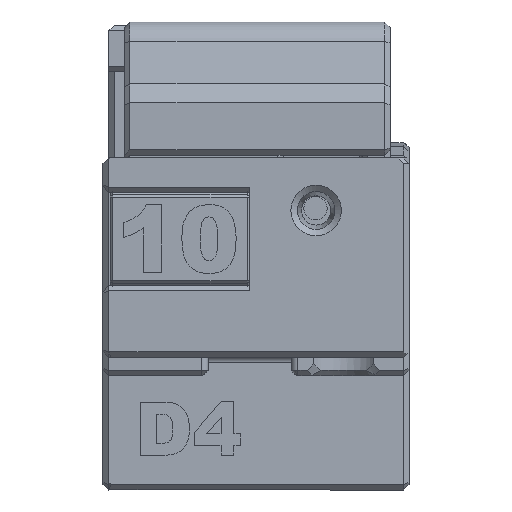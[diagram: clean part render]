
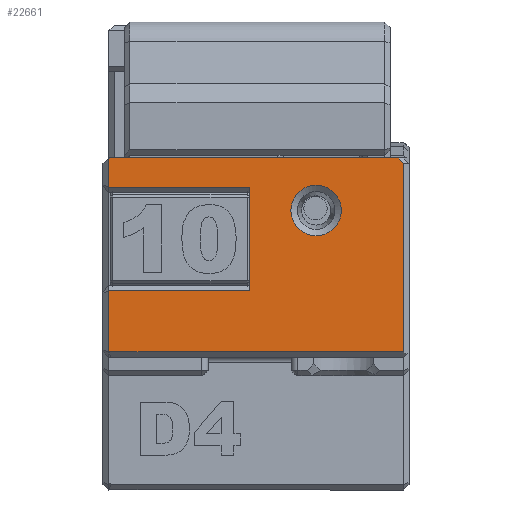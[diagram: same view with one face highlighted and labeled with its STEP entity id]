
A CAD part, left-side view. The second image highlights one B-rep face of the part: STEP entity #22661.
In plain terms, the highlighted planar face has unit normal (-1, 0, 0).
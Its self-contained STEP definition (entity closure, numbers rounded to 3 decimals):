
#1097=PLANE('',#24704);
#1394=FACE_BOUND('',#8636,.T.);
#3187=LINE('',#43409,#5107);
#3190=LINE('',#43415,#5110);
#3302=LINE('',#44014,#5222);
#3306=LINE('',#44022,#5226);
#3553=LINE('',#46837,#5473);
#3565=LINE('',#46865,#5485);
#3574=LINE('',#46886,#5494);
#3580=LINE('',#46896,#5500);
#3583=LINE('',#46903,#5503);
#3623=LINE('',#47021,#5543);
#3651=LINE('',#47095,#5571);
#3689=LINE('',#47197,#5609);
#3690=LINE('',#47199,#5610);
#5107=VECTOR('',#28655,10.);
#5110=VECTOR('',#28658,10.);
#5222=VECTOR('',#28978,10.);
#5226=VECTOR('',#28984,1.);
#5473=VECTOR('',#29705,10.);
#5485=VECTOR('',#29725,10.);
#5494=VECTOR('',#29742,10.);
#5500=VECTOR('',#29752,10.);
#5503=VECTOR('',#29761,10.);
#5543=VECTOR('',#29885,10.);
#5571=VECTOR('',#29957,10.);
#5609=VECTOR('',#30071,10.);
#5610=VECTOR('',#30074,1.);
#7239=FACE_OUTER_BOUND('',#8635,.T.);
#8635=EDGE_LOOP('',(#20798,#20799,#20800,#20801,#20802,#20803,#20804,#20805,
#20806,#20807,#20808,#20809,#20810));
#8636=EDGE_LOOP('',(#20811));
#9358=CIRCLE('',#24401,1.9);
#10910=VERTEX_POINT('',#43406);
#10911=VERTEX_POINT('',#43408);
#10913=VERTEX_POINT('',#43412);
#10914=VERTEX_POINT('',#43414);
#11033=VERTEX_POINT('',#44013);
#11035=VERTEX_POINT('',#44019);
#11036=VERTEX_POINT('',#44021);
#11128=VERTEX_POINT('',#44448);
#11317=VERTEX_POINT('',#46835);
#11327=VERTEX_POINT('',#46859);
#11329=VERTEX_POINT('',#46863);
#11336=VERTEX_POINT('',#46883);
#11337=VERTEX_POINT('',#46885);
#11339=VERTEX_POINT('',#46893);
#13780=EDGE_CURVE('',#10911,#10910,#3187,.T.);
#13783=EDGE_CURVE('',#10914,#10913,#3190,.T.);
#13967=EDGE_CURVE('',#11033,#10914,#3302,.T.);
#13971=EDGE_CURVE('',#11036,#11035,#3306,.T.);
#14100=EDGE_CURVE('',#11128,#11128,#9358,.T.);
#14419=EDGE_CURVE('',#10913,#11317,#3553,.T.);
#14432=EDGE_CURVE('',#11327,#11329,#3565,.T.);
#14442=EDGE_CURVE('',#11337,#11336,#3574,.T.);
#14448=EDGE_CURVE('',#11036,#11339,#3580,.T.);
#14451=EDGE_CURVE('',#10911,#11317,#3583,.T.);
#14511=EDGE_CURVE('',#11339,#11336,#3623,.T.);
#14546=EDGE_CURVE('',#11327,#10910,#3651,.T.);
#14595=EDGE_CURVE('',#11329,#11337,#3689,.T.);
#14596=EDGE_CURVE('',#11035,#11033,#3690,.T.);
#20798=ORIENTED_EDGE('',*,*,#14595,.T.);
#20799=ORIENTED_EDGE('',*,*,#14442,.T.);
#20800=ORIENTED_EDGE('',*,*,#14511,.F.);
#20801=ORIENTED_EDGE('',*,*,#14448,.F.);
#20802=ORIENTED_EDGE('',*,*,#13971,.T.);
#20803=ORIENTED_EDGE('',*,*,#14596,.T.);
#20804=ORIENTED_EDGE('',*,*,#13967,.T.);
#20805=ORIENTED_EDGE('',*,*,#13783,.T.);
#20806=ORIENTED_EDGE('',*,*,#14419,.T.);
#20807=ORIENTED_EDGE('',*,*,#14451,.F.);
#20808=ORIENTED_EDGE('',*,*,#13780,.T.);
#20809=ORIENTED_EDGE('',*,*,#14546,.F.);
#20810=ORIENTED_EDGE('',*,*,#14432,.T.);
#20811=ORIENTED_EDGE('',*,*,#14100,.F.);
#22661=ADVANCED_FACE('',(#7239,#1394),#1097,.T.);
#24401=AXIS2_PLACEMENT_3D('',#44450,#29167,#29168);
#24704=AXIS2_PLACEMENT_3D('',#47198,#30072,#30073);
#28655=DIRECTION('',(0.,1.,0.));
#28658=DIRECTION('',(0.,1.,0.));
#28978=DIRECTION('',(0.,0.707,0.707));
#28984=DIRECTION('',(0.,-1.,0.));
#29167=DIRECTION('center_axis',(-1.,0.,0.));
#29168=DIRECTION('ref_axis',(0.,0.,-1.));
#29705=DIRECTION('',(0.,0.696,-0.718));
#29725=DIRECTION('',(0.,-1.,0.));
#29742=DIRECTION('',(0.,1.,0.));
#29752=DIRECTION('',(0.,1.,0.));
#29761=DIRECTION('',(0.,0.,-1.));
#29885=DIRECTION('',(0.,0.,1.));
#29957=DIRECTION('',(0.,0.,1.));
#30071=DIRECTION('',(0.,0.,-1.));
#30072=DIRECTION('center_axis',(-1.,0.,0.));
#30073=DIRECTION('ref_axis',(0.,0.,-1.));
#30074=DIRECTION('',(0.,0.,1.));
#43406=CARTESIAN_POINT('',(0.,20.65,25.));
#43408=CARTESIAN_POINT('',(0.,20.6,25.));
#43409=CARTESIAN_POINT('',(0.,21.,25.));
#43412=CARTESIAN_POINT('',(0.,20.503,25.));
#43414=CARTESIAN_POINT('',(0.,-1.2,25.));
#43415=CARTESIAN_POINT('',(0.,0.,25.));
#44013=CARTESIAN_POINT('',(0.,-1.6,24.6));
#44014=CARTESIAN_POINT('',(0.,-7.35,18.85));
#44019=CARTESIAN_POINT('',(0.,-1.6,10.4));
#44021=CARTESIAN_POINT('',(0.,20.6,10.4));
#44022=CARTESIAN_POINT('',(0.,0.,10.4));
#44448=CARTESIAN_POINT('',(0.,5.,22.95));
#44450=CARTESIAN_POINT('Origin',(0.,5.,21.05));
#46835=CARTESIAN_POINT('',(0.,20.6,24.9));
#46837=CARTESIAN_POINT('',(0.,20.854,24.639));
#46859=CARTESIAN_POINT('',(0.,20.65,22.799));
#46863=CARTESIAN_POINT('',(0.,10.,22.799));
#46865=CARTESIAN_POINT('',(0.,10.5,22.799));
#46883=CARTESIAN_POINT('',(0.,20.65,14.999));
#46885=CARTESIAN_POINT('',(0.,10.,14.999));
#46886=CARTESIAN_POINT('',(0.,10.5,14.999));
#46893=CARTESIAN_POINT('',(0.,20.65,10.4));
#46896=CARTESIAN_POINT('',(0.,21.,10.4));
#46903=CARTESIAN_POINT('',(0.,20.6,10.4));
#47021=CARTESIAN_POINT('',(0.,20.65,6.25));
#47095=CARTESIAN_POINT('',(0.,20.65,6.25));
#47197=CARTESIAN_POINT('',(0.,10.,9.516));
#47198=CARTESIAN_POINT('Origin',(0.,0.,0.));
#47199=CARTESIAN_POINT('',(0.,-1.6,25.));
